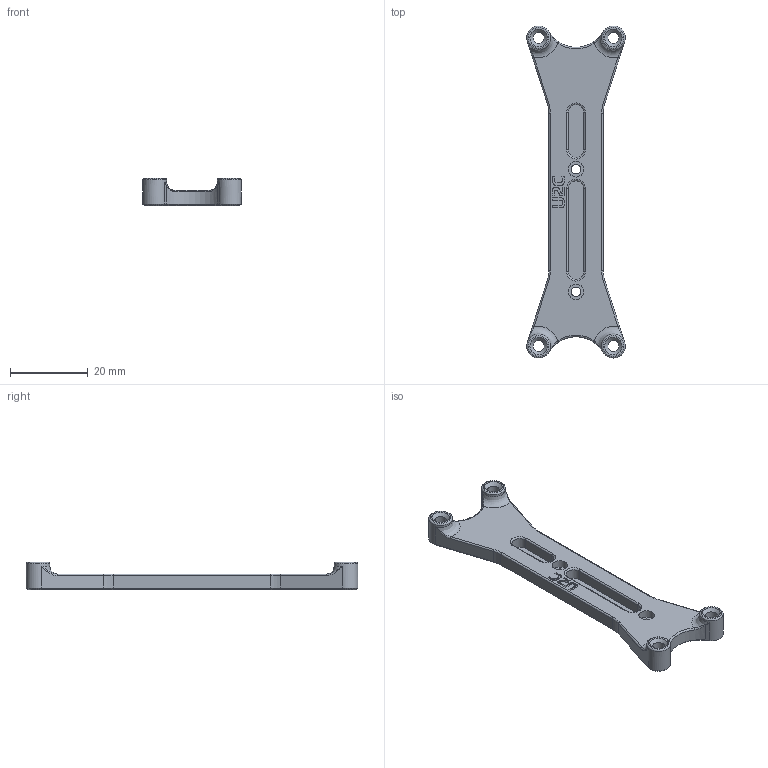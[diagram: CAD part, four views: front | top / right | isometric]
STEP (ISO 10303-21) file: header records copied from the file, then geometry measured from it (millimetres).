
FILE_DESCRIPTION(/* description */ (''),/* implementation_level */ '2;1');
FILE_NAME(/* name */ 'U2C_bracket.step',/* time_stamp */ '2023-03-02T20:30:35-08:00',/* author */ (''),/* organization */ (''),/* preprocessor_version */ 'ST-DEVELOPER v19.2',/* originating_system */ 'Autodesk Translation Framework v11.17.0.187',/* authorisation */ '');
FILE_SCHEMA (('AUTOMOTIVE_DESIGN { 1 0 10303 214 3 1 1 }'));
Length unit declared in the file: millimetre
Products named in the file (1): U2C_bracket_v2
Bounding box: 25.3 x 85.3 x 7 mm (x, y, z)
Volume: 4991 mm3; surface area: 4208.5 mm2
Topology: 1 solids, 1 shells, 173 faces, 430 edges, 258 vertices
Faces by surface type: plane 55, bspline 48, cylinder 32, cone 20, torus 18
Full cylindrical faces by diameter (mm): 2.4 x2, 2.9 x4, 4 x2, 6.1 x4
Entity records: 5499 total; most frequent: CARTESIAN_POINT 1634, ORIENTED_EDGE 844, DIRECTION 700, EDGE_CURVE 422, VERTEX_POINT 258, AXIS2_PLACEMENT_3D 248, LINE 204, VECTOR 204
